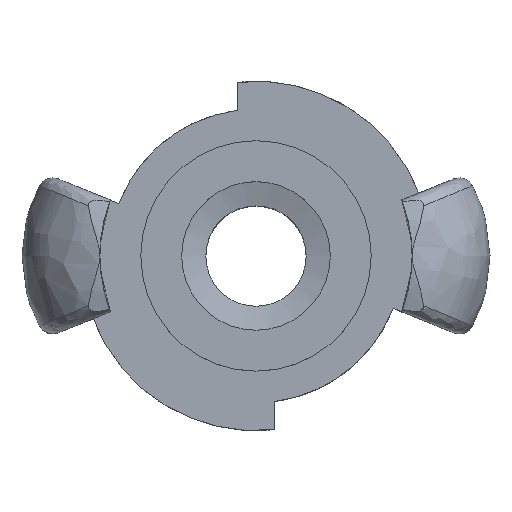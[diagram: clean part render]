
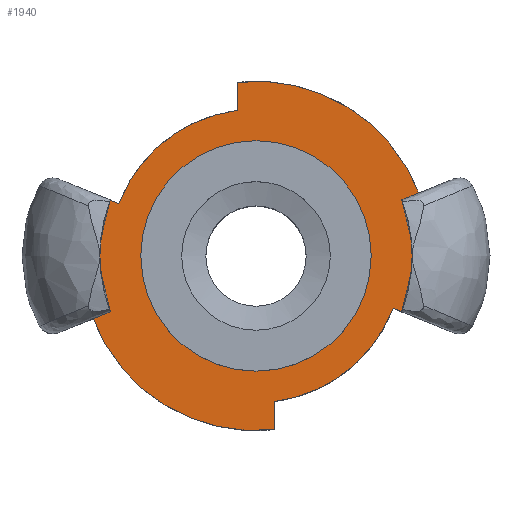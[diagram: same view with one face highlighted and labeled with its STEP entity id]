
A CAD part, top view. The second image highlights one B-rep face of the part: STEP entity #1940.
In plain terms, the highlighted planar face has unit normal (0, 0, 1).
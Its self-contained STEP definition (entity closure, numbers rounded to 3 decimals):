
#150=FACE_BOUND('',#397,.T.);
#177=PLANE('',#2159);
#273=FACE_OUTER_BOUND('',#396,.T.);
#396=EDGE_LOOP('',(#1598,#1599,#1600,#1601,#1602,#1603,#1604,#1605,#1606,
#1607,#1608,#1609));
#397=EDGE_LOOP('',(#1610));
#464=LINE('',#3323,#547);
#471=LINE('',#3493,#554);
#478=LINE('',#3615,#561);
#486=LINE('',#3744,#569);
#492=LINE('',#4089,#575);
#497=LINE('',#4143,#580);
#547=VECTOR('',#2502,10.);
#554=VECTOR('',#2517,10.);
#561=VECTOR('',#2528,10.);
#569=VECTOR('',#2540,10.);
#575=VECTOR('',#2588,10.);
#580=VECTOR('',#2609,10.);
#592=CIRCLE('',#1992,15.5);
#674=CIRCLE('',#2140,19.75);
#677=CIRCLE('',#2145,19.75);
#680=CIRCLE('',#2149,23.5);
#683=CIRCLE('',#2155,23.5);
#686=CIRCLE('',#2160,25.5);
#687=CIRCLE('',#2161,25.5);
#698=VERTEX_POINT('',#2693);
#804=VERTEX_POINT('',#3320);
#805=VERTEX_POINT('',#3322);
#819=VERTEX_POINT('',#3490);
#820=VERTEX_POINT('',#3492);
#830=VERTEX_POINT('',#3612);
#831=VERTEX_POINT('',#3614);
#841=VERTEX_POINT('',#3741);
#842=VERTEX_POINT('',#3743);
#851=VERTEX_POINT('',#3941);
#856=VERTEX_POINT('',#3996);
#861=VERTEX_POINT('',#4042);
#866=VERTEX_POINT('',#4093);
#881=EDGE_CURVE('',#698,#698,#592,.T.);
#1034=EDGE_CURVE('',#804,#805,#464,.T.);
#1053=EDGE_CURVE('',#820,#819,#471,.T.);
#1068=EDGE_CURVE('',#830,#831,#478,.T.);
#1082=EDGE_CURVE('',#841,#842,#486,.T.);
#1099=EDGE_CURVE('',#851,#805,#674,.T.);
#1106=EDGE_CURVE('',#856,#842,#677,.T.);
#1112=EDGE_CURVE('',#830,#861,#680,.T.);
#1119=EDGE_CURVE('',#861,#851,#492,.T.);
#1121=EDGE_CURVE('',#819,#866,#683,.T.);
#1129=EDGE_CURVE('',#820,#804,#686,.T.);
#1130=EDGE_CURVE('',#856,#866,#497,.T.);
#1131=EDGE_CURVE('',#831,#841,#687,.T.);
#1598=ORIENTED_EDGE('',*,*,#1112,.T.);
#1599=ORIENTED_EDGE('',*,*,#1119,.T.);
#1600=ORIENTED_EDGE('',*,*,#1099,.T.);
#1601=ORIENTED_EDGE('',*,*,#1034,.F.);
#1602=ORIENTED_EDGE('',*,*,#1129,.F.);
#1603=ORIENTED_EDGE('',*,*,#1053,.T.);
#1604=ORIENTED_EDGE('',*,*,#1121,.T.);
#1605=ORIENTED_EDGE('',*,*,#1130,.F.);
#1606=ORIENTED_EDGE('',*,*,#1106,.T.);
#1607=ORIENTED_EDGE('',*,*,#1082,.F.);
#1608=ORIENTED_EDGE('',*,*,#1131,.F.);
#1609=ORIENTED_EDGE('',*,*,#1068,.F.);
#1610=ORIENTED_EDGE('',*,*,#881,.T.);
#1940=ADVANCED_FACE('',(#273,#150),#177,.F.);
#1992=AXIS2_PLACEMENT_3D('',#2694,#2200,#2201);
#2140=AXIS2_PLACEMENT_3D('',#3942,#2558,#2559);
#2145=AXIS2_PLACEMENT_3D('',#3997,#2569,#2570);
#2149=AXIS2_PLACEMENT_3D('',#4043,#2578,#2579);
#2155=AXIS2_PLACEMENT_3D('',#4094,#2594,#2595);
#2159=AXIS2_PLACEMENT_3D('',#4141,#2605,#2606);
#2160=AXIS2_PLACEMENT_3D('',#4142,#2607,#2608);
#2161=AXIS2_PLACEMENT_3D('',#4144,#2610,#2611);
#2200=DIRECTION('center_axis',(0.,0.,-1.));
#2201=DIRECTION('ref_axis',(1.,0.,0.));
#2502=DIRECTION('',(-0.927,0.375,0.));
#2517=DIRECTION('',(-0.927,-0.375,0.));
#2528=DIRECTION('',(-0.927,-0.375,0.));
#2540=DIRECTION('',(0.927,-0.375,0.));
#2558=DIRECTION('center_axis',(0.,0.,1.));
#2559=DIRECTION('ref_axis',(0.582,0.813,0.));
#2569=DIRECTION('center_axis',(0.,0.,1.));
#2570=DIRECTION('ref_axis',(0.582,-0.813,0.));
#2578=DIRECTION('center_axis',(0.,0.,1.));
#2579=DIRECTION('ref_axis',(0.106,0.994,0.));
#2588=DIRECTION('',(0.,1.,0.));
#2594=DIRECTION('center_axis',(0.,0.,1.));
#2595=DIRECTION('ref_axis',(-0.657,-0.753,0.));
#2605=DIRECTION('center_axis',(0.,0.,-1.));
#2606=DIRECTION('ref_axis',(-1.,0.,0.));
#2607=DIRECTION('center_axis',(0.,0.,-1.));
#2608=DIRECTION('ref_axis',(-1.,0.,0.));
#2609=DIRECTION('',(0.,1.,0.));
#2610=DIRECTION('center_axis',(0.,0.,-1.));
#2611=DIRECTION('ref_axis',(-1.,0.,0.));
#2693=CARTESIAN_POINT('',(0.,-15.5,0.));
#2694=CARTESIAN_POINT('Origin',(0.,0.,0.));
#3320=CARTESIAN_POINT('',(23.779,-9.209,0.));
#3322=CARTESIAN_POINT('',(18.449,-7.05,0.));
#3323=CARTESIAN_POINT('',(14.175,-5.319,0.));
#3490=CARTESIAN_POINT('',(21.925,8.458,0.));
#3492=CARTESIAN_POINT('',(23.779,9.209,0.));
#3493=CARTESIAN_POINT('',(14.175,5.319,0.));
#3612=CARTESIAN_POINT('',(-21.925,-8.458,0.));
#3614=CARTESIAN_POINT('',(-23.779,-9.209,0.));
#3615=CARTESIAN_POINT('',(-14.175,-5.319,0.));
#3741=CARTESIAN_POINT('',(-23.779,9.209,0.));
#3743=CARTESIAN_POINT('',(-18.449,7.05,0.));
#3744=CARTESIAN_POINT('',(-14.175,5.319,0.));
#3941=CARTESIAN_POINT('',(2.5,-19.591,0.));
#3942=CARTESIAN_POINT('Origin',(0.,0.,
0.));
#3996=CARTESIAN_POINT('',(-2.5,19.591,0.));
#3997=CARTESIAN_POINT('Origin',(0.,0.,
0.));
#4042=CARTESIAN_POINT('',(2.5,-23.367,0.));
#4043=CARTESIAN_POINT('Origin',(0.,0.,
0.));
#4089=CARTESIAN_POINT('',(2.5,0.,0.));
#4093=CARTESIAN_POINT('',(-2.5,23.367,0.));
#4094=CARTESIAN_POINT('Origin',(0.,0.,
0.));
#4141=CARTESIAN_POINT('Origin',(0.,0.,0.));
#4142=CARTESIAN_POINT('Origin',(0.,0.,0.));
#4143=CARTESIAN_POINT('',(-2.5,0.,0.));
#4144=CARTESIAN_POINT('Origin',(0.,0.,0.));
